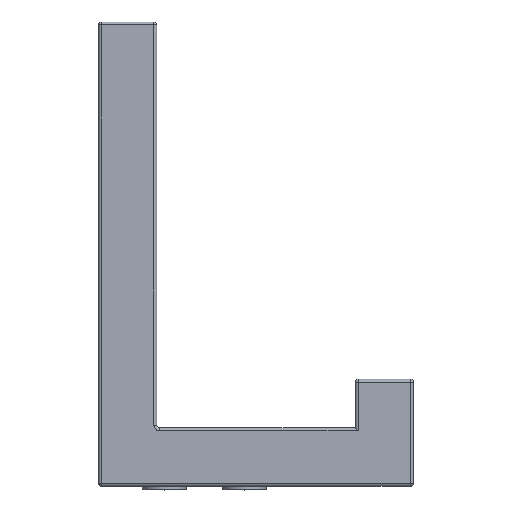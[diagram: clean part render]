
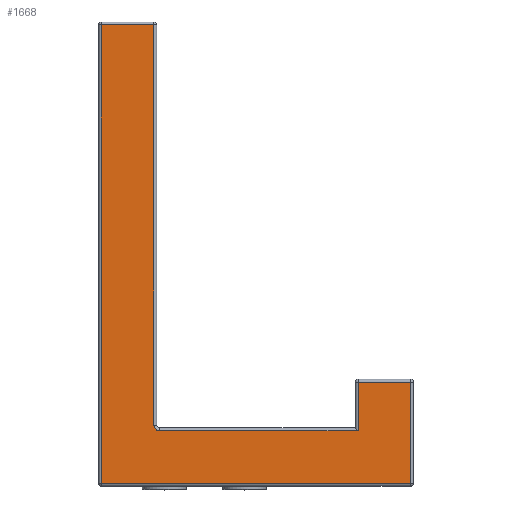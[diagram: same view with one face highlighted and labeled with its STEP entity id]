
A CAD part, top view. The second image highlights one B-rep face of the part: STEP entity #1668.
In plain terms, the highlighted planar face has unit normal (0, 0, 1).
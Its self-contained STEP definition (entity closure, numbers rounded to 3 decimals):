
#106=PLANE('',#1903);
#255=FACE_OUTER_BOUND('',#369,.T.);
#369=EDGE_LOOP('',(#1483,#1484,#1485,#1486,#1487,#1488,#1489,#1490,#1491));
#453=LINE('',#2934,#560);
#455=LINE('',#2961,#562);
#458=LINE('',#2987,#565);
#461=LINE('',#3004,#568);
#462=LINE('',#3006,#569);
#465=LINE('',#3011,#572);
#470=LINE('',#3021,#577);
#477=LINE('',#3036,#584);
#560=VECTOR('',#2244,10.);
#562=VECTOR('',#2280,10.);
#565=VECTOR('',#2315,10.);
#568=VECTOR('',#2340,10.);
#569=VECTOR('',#2343,10.);
#572=VECTOR('',#2350,10.);
#577=VECTOR('',#2363,10.);
#584=VECTOR('',#2380,10.);
#678=CIRCLE('',#1822,0.8);
#827=VERTEX_POINT('',#2922);
#828=VERTEX_POINT('',#2924);
#829=VERTEX_POINT('',#2928);
#838=VERTEX_POINT('',#2957);
#840=VERTEX_POINT('',#2968);
#844=VERTEX_POINT('',#2980);
#846=VERTEX_POINT('',#2993);
#848=VERTEX_POINT('',#2999);
#849=VERTEX_POINT('',#3020);
#1004=EDGE_CURVE('',#827,#828,#678,.T.);
#1009=EDGE_CURVE('',#829,#827,#453,.T.);
#1022=EDGE_CURVE('',#838,#829,#455,.T.);
#1036=EDGE_CURVE('',#844,#838,#458,.T.);
#1045=EDGE_CURVE('',#848,#844,#461,.T.);
#1046=EDGE_CURVE('',#846,#848,#462,.T.);
#1049=EDGE_CURVE('',#840,#846,#465,.T.);
#1054=EDGE_CURVE('',#849,#840,#470,.T.);
#1063=EDGE_CURVE('',#828,#849,#477,.T.);
#1483=ORIENTED_EDGE('',*,*,#1004,.F.);
#1484=ORIENTED_EDGE('',*,*,#1009,.F.);
#1485=ORIENTED_EDGE('',*,*,#1022,.F.);
#1486=ORIENTED_EDGE('',*,*,#1036,.F.);
#1487=ORIENTED_EDGE('',*,*,#1045,.F.);
#1488=ORIENTED_EDGE('',*,*,#1046,.F.);
#1489=ORIENTED_EDGE('',*,*,#1049,.F.);
#1490=ORIENTED_EDGE('',*,*,#1054,.F.);
#1491=ORIENTED_EDGE('',*,*,#1063,.F.);
#1668=ADVANCED_FACE('',(#255),#106,.T.);
#1822=AXIS2_PLACEMENT_3D('',#2925,#2230,#2231);
#1903=AXIS2_PLACEMENT_3D('',#3149,#2435,#2436);
#2230=DIRECTION('center_axis',(0.,0.,1.));
#2231=DIRECTION('ref_axis',(-0.707,-0.707,0.));
#2244=DIRECTION('',(0.,-1.,0.));
#2280=DIRECTION('',(1.,0.,0.));
#2315=DIRECTION('',(0.,1.,0.));
#2340=DIRECTION('',(-1.,0.,0.));
#2343=DIRECTION('',(0.,-1.,0.));
#2350=DIRECTION('',(1.,0.,0.));
#2363=DIRECTION('',(0.,1.,0.));
#2380=DIRECTION('',(1.,0.,0.));
#2435=DIRECTION('center_axis',(0.,0.,1.));
#2436=DIRECTION('ref_axis',(1.,0.,0.));
#2922=CARTESIAN_POINT('',(-12.886,-39.8,58.686));
#2924=CARTESIAN_POINT('',(-12.086,-40.6,58.686));
#2925=CARTESIAN_POINT('Origin',(-12.086,-39.8,58.686));
#2928=CARTESIAN_POINT('',(-12.886,15.1,58.686));
#2934=CARTESIAN_POINT('',(-12.886,-0.425,58.686));
#2957=CARTESIAN_POINT('',(-20.086,15.1,58.686));
#2961=CARTESIAN_POINT('',(-9.686,15.1,58.686));
#2968=CARTESIAN_POINT('',(15.114,-33.9,58.686));
#2980=CARTESIAN_POINT('',(-20.086,-47.8,58.686));
#2987=CARTESIAN_POINT('',(-20.086,-32.275,58.686));
#2993=CARTESIAN_POINT('',(22.314,-33.9,58.686));
#2999=CARTESIAN_POINT('',(22.314,-47.8,58.686));
#3004=CARTESIAN_POINT('',(11.914,-47.8,58.686));
#3006=CARTESIAN_POINT('',(22.314,-24.925,58.686));
#3011=CARTESIAN_POINT('',(7.914,-33.9,58.686));
#3020=CARTESIAN_POINT('',(15.114,-40.6,58.686));
#3021=CARTESIAN_POINT('',(15.114,-28.275,58.686));
#3036=CARTESIAN_POINT('',(-5.686,-40.6,58.686));
#3149=CARTESIAN_POINT('Origin',(1.114,-16.35,58.686));
